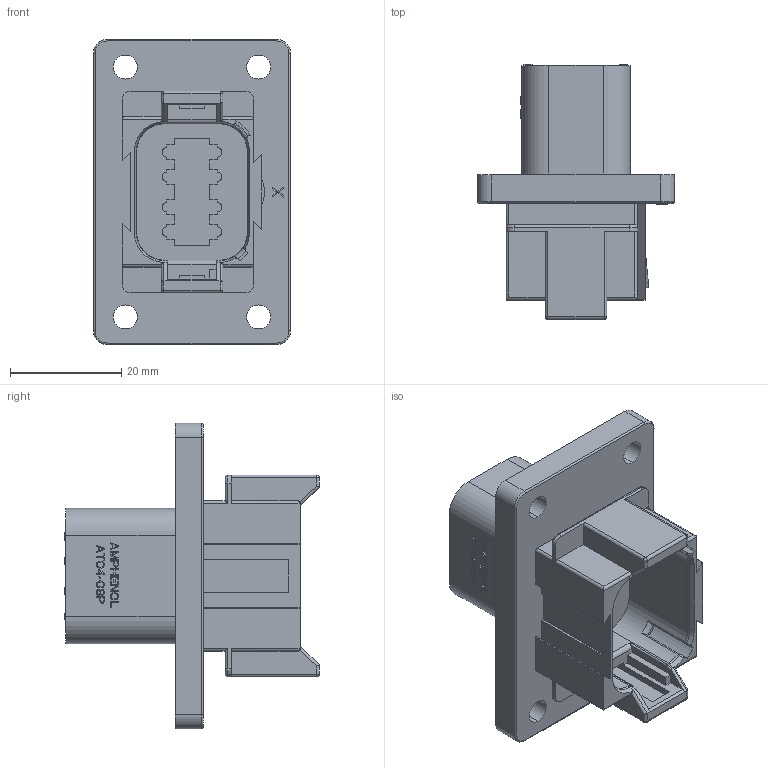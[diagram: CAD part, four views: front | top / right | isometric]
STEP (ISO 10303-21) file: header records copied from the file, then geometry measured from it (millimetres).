
FILE_DESCRIPTION((''),'2;1');
FILE_NAME('26-54223-08P-A','2019-01-05T',('Administrator'),(''),'PRO/ENGINEER BY PARAMETRIC TECHNOLOGY CORPORATION, 2016360','PRO/ENGINEER BY PARAMETRIC TECHNOLOGY CORPORATION, 2016360','');
FILE_SCHEMA(('CONFIG_CONTROL_DESIGN'));
Length unit declared in the file: millimetre
Products named in the file (1): 26-54223-08P-A
Bounding box: 35.5 x 45.9 x 55 mm (x, y, z)
Volume: 22855.5 mm3; surface area: 11123.3 mm2
Topology: 1 solids, 1 shells, 1311 faces, 3611 edges, 2378 vertices
Faces by surface type: plane 1133, cylinder 119, torus 32, bspline 12, cone 7, sphere 4, extrusion 4
Entity records: 41866 total; most frequent: CARTESIAN_POINT 8367, ORIENTED_EDGE 7222, DIRECTION 6388, EDGE_CURVE 3611, VECTOR 3274, LINE 3270, VERTEX_POINT 2378, AXIS2_PLACEMENT_3D 1557
